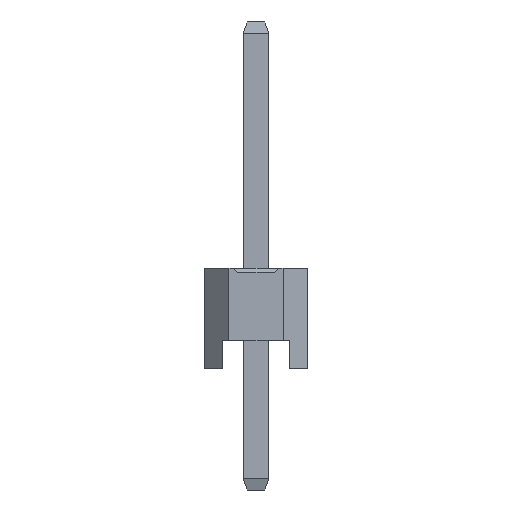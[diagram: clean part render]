
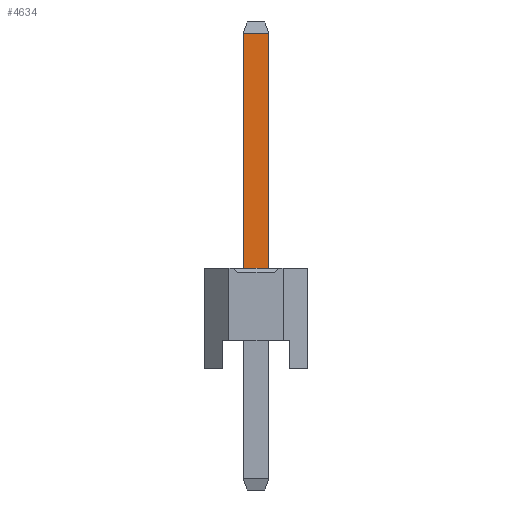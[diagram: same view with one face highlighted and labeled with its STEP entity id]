
A CAD part, left-side view. The second image highlights one B-rep face of the part: STEP entity #4634.
In plain terms, the highlighted planar face has unit normal (-1, 0, 0).
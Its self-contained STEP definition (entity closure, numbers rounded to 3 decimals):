
#4634=ADVANCED_FACE('',(#12161),#12163,.T.);
#12161=FACE_BOUND('',#12162,.T.);
#12162=EDGE_LOOP('',(#18055,#18056,#18057,#18058));
#12163=PLANE('',#12164);
#12164=AXIS2_PLACEMENT_3D('',#12165,#12166,#12167);
#12165=CARTESIAN_POINT('',(-0.32,0.32,-3.));
#12166=DIRECTION('',(-1.,0.,0.));
#12167=DIRECTION('',(0.,-1.,0.));
#18055=ORIENTED_EDGE('',*,*,#21496,.F.);
#18056=ORIENTED_EDGE('',*,*,#21491,.F.);
#18057=ORIENTED_EDGE('',*,*,#20366,.T.);
#18058=ORIENTED_EDGE('',*,*,#21495,.T.);
#20366=EDGE_CURVE('',#23298,#23302,#23304,.T.);
#21491=EDGE_CURVE('',#23298,#24988,#24991,.T.);
#21495=EDGE_CURVE('',#23302,#24995,#24997,.T.);
#21496=EDGE_CURVE('',#24988,#24995,#24998,.T.);
#23298=VERTEX_POINT('',#28320);
#23302=VERTEX_POINT('',#28328);
#23304=LINE('',#28332,#28333);
#24988=VERTEX_POINT('',#32262);
#24991=LINE('',#32269,#32270);
#24995=VERTEX_POINT('',#32279);
#24997=LINE('',#32283,#32284);
#24998=LINE('',#32286,#32287);
#28320=CARTESIAN_POINT('',(-0.32,0.32,2.5));
#28328=CARTESIAN_POINT('',(-0.32,-0.32,2.5));
#28332=CARTESIAN_POINT('',(-0.32,0.32,2.5));
#28333=VECTOR('',#28334,1.);
#28334=DIRECTION('',(0.,-1.,0.));
#32262=CARTESIAN_POINT('',(-0.32,0.32,8.325));
#32269=CARTESIAN_POINT('',(-0.32,0.32,2.5));
#32270=VECTOR('',#32271,1.);
#32271=DIRECTION('',(0.,0.,1.));
#32279=CARTESIAN_POINT('',(-0.32,-0.32,8.325));
#32283=CARTESIAN_POINT('',(-0.32,-0.32,2.5));
#32284=VECTOR('',#32285,1.);
#32285=DIRECTION('',(0.,0.,1.));
#32286=CARTESIAN_POINT('',(-0.32,0.32,8.325));
#32287=VECTOR('',#32288,1.);
#32288=DIRECTION('',(0.,-1.,0.));
